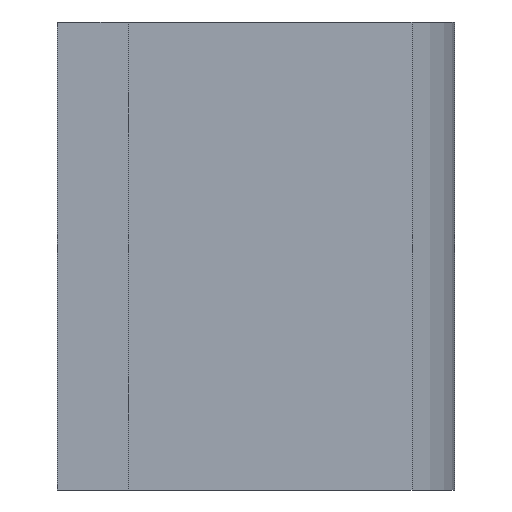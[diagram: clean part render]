
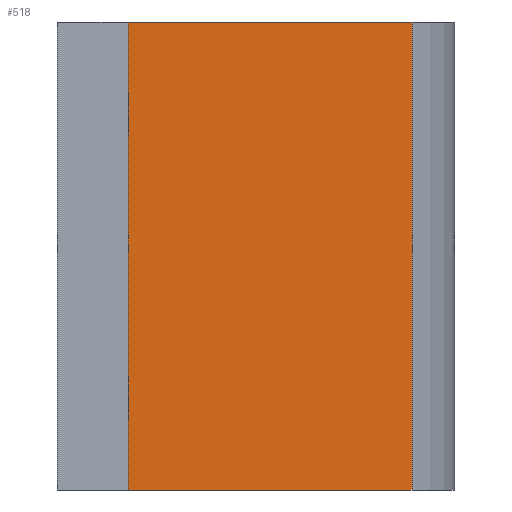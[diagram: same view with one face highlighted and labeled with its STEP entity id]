
A CAD part, left-side view. The second image highlights one B-rep face of the part: STEP entity #518.
In plain terms, the highlighted planar face has unit normal (-1, 0, 0).
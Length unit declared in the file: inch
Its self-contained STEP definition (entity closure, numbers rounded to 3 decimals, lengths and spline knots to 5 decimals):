
#366 = ORIENTED_EDGE ( 'NONE', *, *, #435, .T. ) ;
#367 = ORIENTED_EDGE ( 'NONE', *, *, #368, .F. ) ;
#368 = EDGE_CURVE ( 'NONE', #384, #437, #1567, .T. ) ;
#369 = ORIENTED_EDGE ( 'NONE', *, *, #538, .F. ) ;
#370 = ORIENTED_EDGE ( 'NONE', *, *, #371, .T. ) ;
#371 = EDGE_CURVE ( 'NONE', #383, #436, #1563, .T. ) ;
#383 = VERTEX_POINT ( 'NONE', #1543 ) ;
#384 = VERTEX_POINT ( 'NONE', #1542 ) ;
#435 = EDGE_CURVE ( 'NONE', #436, #437, #1903, .T. ) ;
#436 = VERTEX_POINT ( 'NONE', #1899 ) ;
#437 = VERTEX_POINT ( 'NONE', #1898 ) ;
#518 = ADVANCED_FACE ( 'NONE', ( #1833 ), #1832, .F. ) ;
#519 = EDGE_LOOP ( 'NONE', ( #366, #367, #369, #370 ) ) ;
#538 = EDGE_CURVE ( 'NONE', #383, #384, #1770, .T. ) ;
#1542 = CARTESIAN_POINT ( 'NONE',  ( -0.9375, -0.625, 1.03125 ) ) ;
#1543 = CARTESIAN_POINT ( 'NONE',  ( -0.9375, 0.625, 1.03125 ) ) ;
#1560 = DIRECTION ( 'NONE',  ( 0., 0., -1. ) ) ;
#1561 = VECTOR ( 'NONE', #1560, 39.37008 ) ;
#1562 = CARTESIAN_POINT ( 'NONE',  ( -0.9375, 0.625, 1.03125 ) ) ;
#1563 = LINE ( 'NONE', #1562, #1561 ) ;
#1564 = DIRECTION ( 'NONE',  ( 0., 0., -1. ) ) ;
#1565 = VECTOR ( 'NONE', #1564, 39.37008 ) ;
#1566 = CARTESIAN_POINT ( 'NONE',  ( -0.9375, -0.625, 1.03125 ) ) ;
#1567 = LINE ( 'NONE', #1566, #1565 ) ;
#1767 = DIRECTION ( 'NONE',  ( 0., -1., 0. ) ) ;
#1768 = VECTOR ( 'NONE', #1767, 39.37008 ) ;
#1769 = CARTESIAN_POINT ( 'NONE',  ( -0.9375, 0.625, 1.03125 ) ) ;
#1770 = LINE ( 'NONE', #1769, #1768 ) ;
#1827 = DIRECTION ( 'NONE',  ( 0., 1., 0. ) ) ;
#1828 = DIRECTION ( 'NONE',  ( 1., 0., 0. ) ) ;
#1829 = CARTESIAN_POINT ( 'NONE',  ( -0.9375, 0.625, 1.03125 ) ) ;
#1831 = AXIS2_PLACEMENT_3D ( 'NONE', #1829, #1828, #1827 ) ;
#1832 = PLANE ( 'NONE',  #1831 ) ;
#1833 = FACE_OUTER_BOUND ( 'NONE', #519, .T. ) ;
#1898 = CARTESIAN_POINT ( 'NONE',  ( -0.9375, -0.625, -1.03125 ) ) ;
#1899 = CARTESIAN_POINT ( 'NONE',  ( -0.9375, 0.625, -1.03125 ) ) ;
#1900 = DIRECTION ( 'NONE',  ( 0., -1., 0. ) ) ;
#1901 = VECTOR ( 'NONE', #1900, 39.37008 ) ;
#1902 = CARTESIAN_POINT ( 'NONE',  ( -0.9375, 0.625, -1.03125 ) ) ;
#1903 = LINE ( 'NONE', #1902, #1901 ) ;
